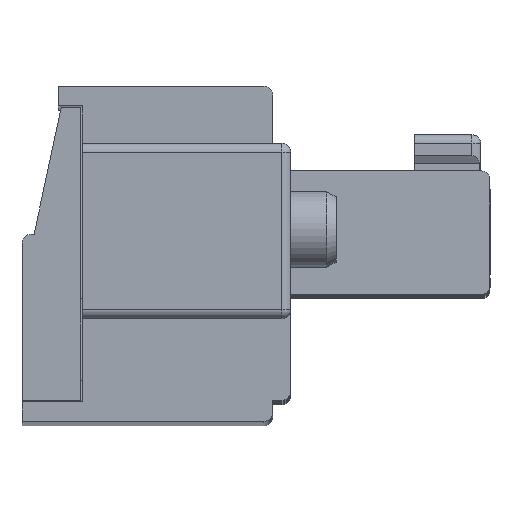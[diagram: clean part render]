
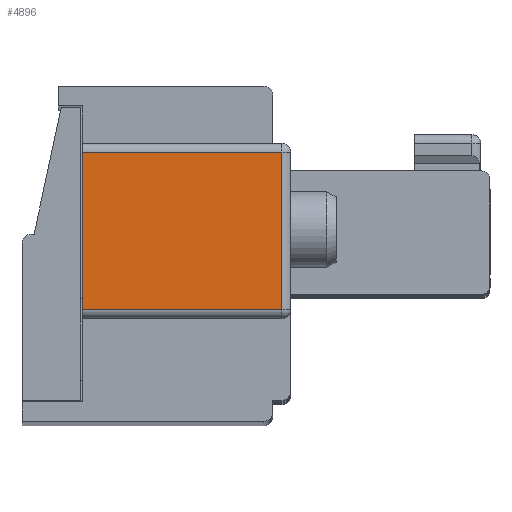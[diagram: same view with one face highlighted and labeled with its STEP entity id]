
A CAD part, top view. The second image highlights one B-rep face of the part: STEP entity #4896.
In plain terms, the highlighted planar face has unit normal (0, 0, 1).
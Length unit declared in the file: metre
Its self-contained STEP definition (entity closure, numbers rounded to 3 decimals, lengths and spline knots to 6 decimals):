
#4896=ADVANCED_FACE('',(#10165),#10166,.T.);
#10165=FACE_OUTER_BOUND('',#15588,.T.);
#10166=PLANE('',#15589);
#15588=EDGE_LOOP('',(#30432,#30433,#30434,#30435));
#15589=AXIS2_PLACEMENT_3D('',#30436,#30437,#30438);
#30432=ORIENTED_EDGE('',*,*,#37096,.T.);
#30433=ORIENTED_EDGE('',*,*,#37306,.T.);
#30434=ORIENTED_EDGE('',*,*,#37295,.T.);
#30435=ORIENTED_EDGE('',*,*,#37304,.T.);
#30436=CARTESIAN_POINT('',(0.007073,0.00941,0.080998));
#30437=DIRECTION('',(0.,0.,1.0));
#30438=DIRECTION('',(-1.0,0.,0.));
#37096=EDGE_CURVE('',#45839,#45837,#45840,.T.);
#37295=EDGE_CURVE('',#46108,#46106,#46109,.T.);
#37304=EDGE_CURVE('',#46106,#45839,#46119,.T.);
#37306=EDGE_CURVE('',#45837,#46108,#46121,.T.);
#45837=VERTEX_POINT('',#59085);
#45839=VERTEX_POINT('',#59087);
#45840=LINE('',#59088,#59089);
#46106=VERTEX_POINT('',#59478);
#46108=VERTEX_POINT('',#59480);
#46109=LINE('',#59481,#59482);
#46119=LINE('',#59492,#59493);
#46121=LINE('',#59495,#59496);
#59085=CARTESIAN_POINT('',(0.000473,0.00421,0.080998));
#59087=CARTESIAN_POINT('',(0.000473,0.00941,0.080998));
#59088=CARTESIAN_POINT('',(0.000473,0.00391,0.080998));
#59089=VECTOR('',#65430,1.0);
#59478=CARTESIAN_POINT('',(0.007073,0.00941,0.080998));
#59480=CARTESIAN_POINT('',(0.007073,0.00421,0.080998));
#59481=CARTESIAN_POINT('',(0.007073,0.00941,0.080998));
#59482=VECTOR('',#65623,1.0);
#59492=CARTESIAN_POINT('',(0.007073,0.00941,0.080998));
#59493=VECTOR('',#65636,1.0);
#59495=CARTESIAN_POINT('',(0.007073,0.00421,0.080998));
#59496=VECTOR('',#65637,1.0);
#65430=DIRECTION('',(0.,-1.0,0.));
#65623=DIRECTION('',(0.,1.0,0.));
#65636=DIRECTION('',(-1.0,0.,0.));
#65637=DIRECTION('',(1.0,0.,0.));
